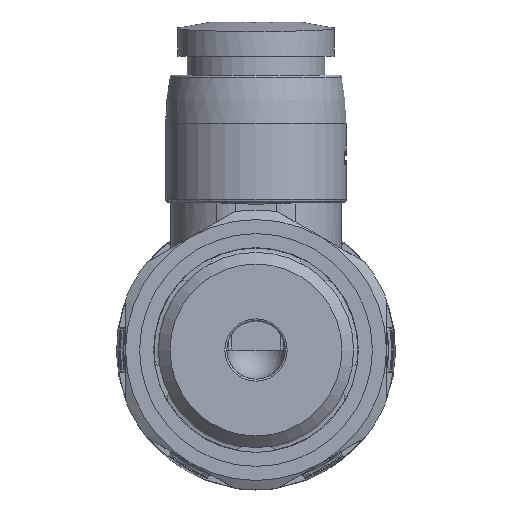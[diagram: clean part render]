
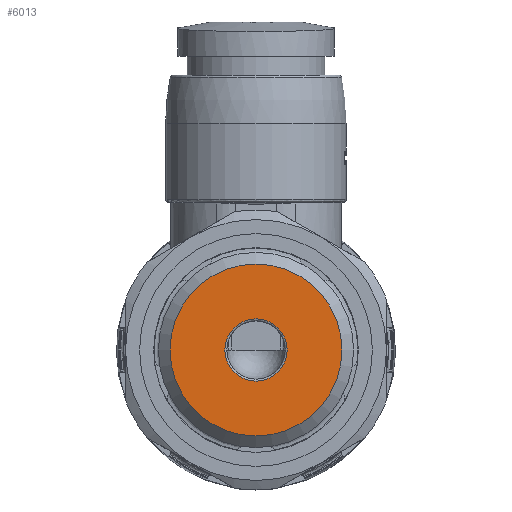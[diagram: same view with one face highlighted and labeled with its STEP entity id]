
A CAD part, front view. The second image highlights one B-rep face of the part: STEP entity #6013.
In plain terms, the highlighted planar face has unit normal (0, -1, 0).
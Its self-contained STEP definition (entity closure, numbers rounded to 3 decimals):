
#466=CIRCLE('',#6454,4.283);
#467=CIRCLE('',#6456,1.55);
#1047=ORIENTED_EDGE('',*,*,#2305,.F.);
#1048=ORIENTED_EDGE('',*,*,#2304,.T.);
#2304=EDGE_CURVE('',#2910,#2910,#466,.T.);
#2305=EDGE_CURVE('',#2911,#2911,#467,.T.);
#2910=VERTEX_POINT('',#9248);
#2911=VERTEX_POINT('',#9251);
#3734=EDGE_LOOP('',(#1047));
#3735=EDGE_LOOP('',(#1048));
#4054=FACE_BOUND('',#3734,.T.);
#4055=FACE_BOUND('',#3735,.T.);
#4299=PLANE('',#6455);
#6013=ADVANCED_FACE('',(#4054,#4055),#4299,.F.);
#6454=AXIS2_PLACEMENT_3D('',#9247,#7316,#7317);
#6455=AXIS2_PLACEMENT_3D('',#9249,#7318,#7319);
#6456=AXIS2_PLACEMENT_3D('',#9250,#7320,#7321);
#7316=DIRECTION('',(0.,-1.,0.));
#7317=DIRECTION('',(0.,0.,-1.));
#7318=DIRECTION('',(0.,1.,0.));
#7319=DIRECTION('',(0.,0.,1.));
#7320=DIRECTION('',(0.,-1.,0.));
#7321=DIRECTION('',(0.,0.,-1.));
#9247=CARTESIAN_POINT('',(0.,0.,0.));
#9248=CARTESIAN_POINT('',(0.,0.,-4.283));
#9249=CARTESIAN_POINT('',(0.,0.,-4.283));
#9250=CARTESIAN_POINT('',(0.,0.,0.));
#9251=CARTESIAN_POINT('',(0.,0.,-1.55));
